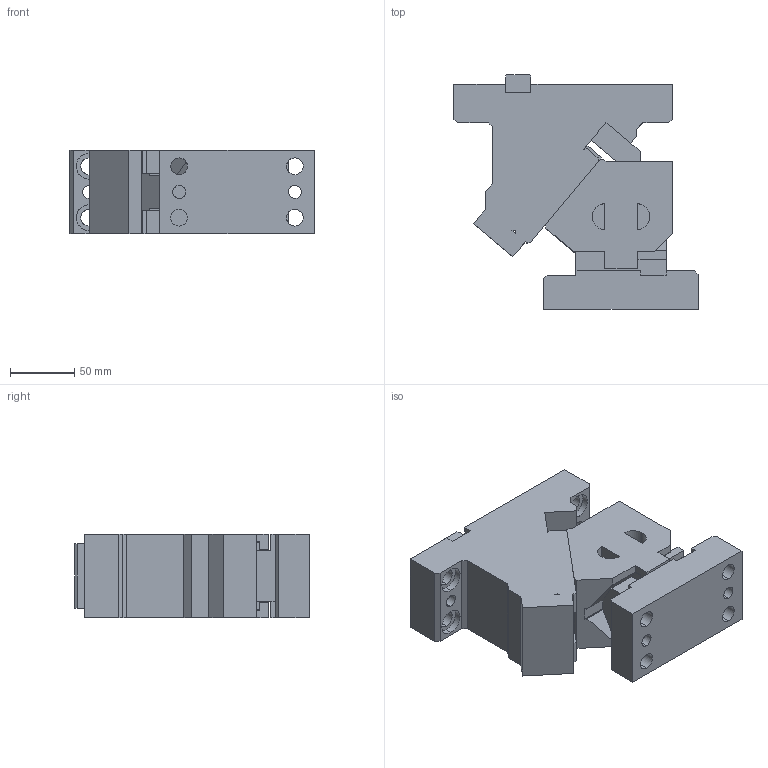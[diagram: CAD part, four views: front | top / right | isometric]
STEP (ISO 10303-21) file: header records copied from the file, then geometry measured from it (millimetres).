
FILE_DESCRIPTION(('CATIA V5 STEP Exchange'),'2;1');
FILE_NAME('CACG_65_00.stp','2015-04-21T15:36:31+00:00',('none'),('none'),'CATIA Version 5 Release 19 SP 2 (IN-10)','CATIA V5 STEP AP203','none');
FILE_SCHEMA(('CONFIG_CONTROL_DESIGN'));
Length unit declared in the file: millimetre
Products named in the file (1): CACG_65_00
Bounding box: 190 x 182.5 x 65 mm (x, y, z)
Volume: 1276440.3 mm3; surface area: 170413.9 mm2
Topology: 3 solids, 3 shells, 239 faces, 662 edges, 429 vertices
Faces by surface type: plane 177, cylinder 62
Entity records: 8389 total; most frequent: CARTESIAN_POINT 2350, ORIENTED_EDGE 1316, DIRECTION 1067, EDGE_CURVE 658, VECTOR 515, LINE 515, VERTEX_POINT 427, AXIS2_PLACEMENT_3D 320
